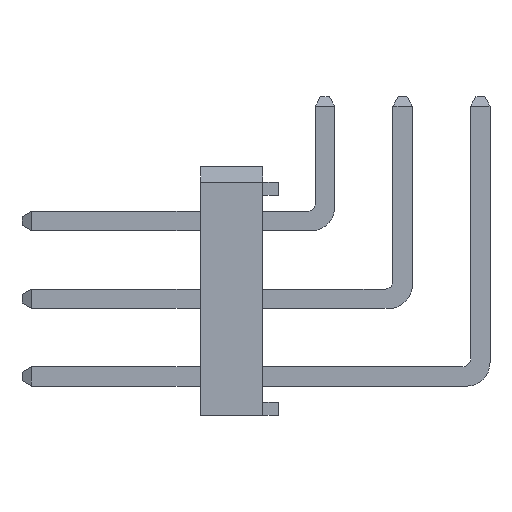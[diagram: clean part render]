
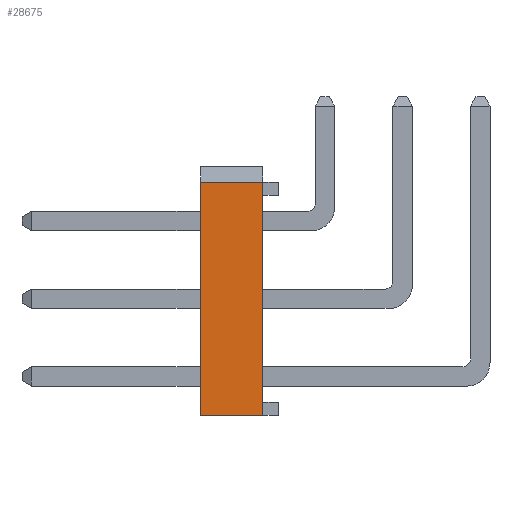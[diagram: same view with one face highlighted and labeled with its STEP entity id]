
A CAD part, left-side view. The second image highlights one B-rep face of the part: STEP entity #28675.
In plain terms, the highlighted planar face has unit normal (-1, 0, 0).
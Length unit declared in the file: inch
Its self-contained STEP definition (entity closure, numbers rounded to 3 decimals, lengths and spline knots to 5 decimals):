
#74 = DIRECTION ( 'NONE',  ( 0., 1., 0. ) ) ;
#837 = ORIENTED_EDGE ( 'NONE', *, *, #16038, .T. ) ;
#4280 = DIRECTION ( 'NONE',  ( 0., 0., -1. ) ) ;
#7015 = VERTEX_POINT ( 'NONE', #18126 ) ;
#8351 = LINE ( 'NONE', #10357, #41863 ) ;
#9117 = EDGE_CURVE ( 'NONE', #7015, #12697, #20146, .T. ) ;
#9803 = LINE ( 'NONE', #23356, #26210 ) ;
#10357 = CARTESIAN_POINT ( 'NONE',  ( -0.7, 0.1, 0.15 ) ) ;
#12286 = CARTESIAN_POINT ( 'NONE',  ( -0.7, 0.1, 0.15 ) ) ;
#12478 = ORIENTED_EDGE ( 'NONE', *, *, #26518, .F. ) ;
#12697 = VERTEX_POINT ( 'NONE', #27275 ) ;
#13902 = CARTESIAN_POINT ( 'NONE',  ( -0.7, 0.1, 0.15 ) ) ;
#15738 = AXIS2_PLACEMENT_3D ( 'NONE', #38981, #19480, #74 ) ;
#16038 = EDGE_CURVE ( 'NONE', #27684, #29435, #28756, .T. ) ;
#17485 = ORIENTED_EDGE ( 'NONE', *, *, #9117, .F. ) ;
#18126 = CARTESIAN_POINT ( 'NONE',  ( -0.7, 0.02, 0.15 ) ) ;
#18973 = VECTOR ( 'NONE', #4280, 39.37008 ) ;
#19337 = PLANE ( 'NONE',  #15738 ) ;
#19480 = DIRECTION ( 'NONE',  ( 1., 0., 0. ) ) ;
#20146 = LINE ( 'NONE', #42100, #37491 ) ;
#21726 = CARTESIAN_POINT ( 'NONE',  ( -0.7, 0.1, -0.15 ) ) ;
#23356 = CARTESIAN_POINT ( 'NONE',  ( -0.7, 0.1, -0.15 ) ) ;
#26210 = VECTOR ( 'NONE', #26664, 39.37008 ) ;
#26518 = EDGE_CURVE ( 'NONE', #27684, #7015, #8351, .T. ) ;
#26664 = DIRECTION ( 'NONE',  ( 0., -1., 0. ) ) ;
#27275 = CARTESIAN_POINT ( 'NONE',  ( -0.7, 0.02, -0.15 ) ) ;
#27684 = VERTEX_POINT ( 'NONE', #12286 ) ;
#28675 = ADVANCED_FACE ( 'NONE', ( #30843 ), #19337, .F. ) ;
#28756 = LINE ( 'NONE', #13902, #18973 ) ;
#29126 = EDGE_LOOP ( 'NONE', ( #30322, #17485, #12478, #837 ) ) ;
#29435 = VERTEX_POINT ( 'NONE', #21726 ) ;
#30203 = EDGE_CURVE ( 'NONE', #29435, #12697, #9803, .T. ) ;
#30322 = ORIENTED_EDGE ( 'NONE', *, *, #30203, .T. ) ;
#30843 = FACE_OUTER_BOUND ( 'NONE', #29126, .T. ) ;
#36470 = DIRECTION ( 'NONE',  ( 0., -1., 0. ) ) ;
#37491 = VECTOR ( 'NONE', #40343, 39.37008 ) ;
#38981 = CARTESIAN_POINT ( 'NONE',  ( -0.7, 0.1, 0.15 ) ) ;
#40343 = DIRECTION ( 'NONE',  ( 0., 0., -1. ) ) ;
#41863 = VECTOR ( 'NONE', #36470, 39.37008 ) ;
#42100 = CARTESIAN_POINT ( 'NONE',  ( -0.7, 0.02, 0.15 ) ) ;
